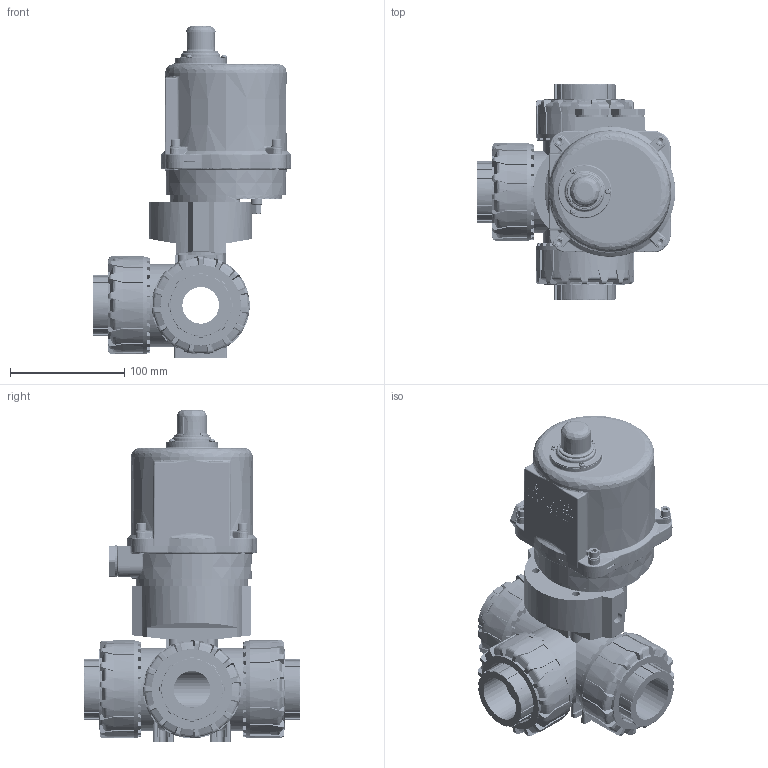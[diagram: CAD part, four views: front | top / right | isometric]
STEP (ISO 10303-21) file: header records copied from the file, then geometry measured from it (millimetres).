
FILE_DESCRIPTION (( 'STEP AP214' ), '1' );
FILE_NAME ('lkdic040e.STEP', '2018-04-16T13:09:46', ( '' ), ( '' ), 'SwSTEP 2.0', 'SolidWorks 2014', '' );
FILE_SCHEMA (( 'AUTOMOTIVE_DESIGN' ));
Length unit declared in the file: millimetre
Products named in the file (25): Fip adapter powerquick 40; lkdic040e_08; OM1 (dimension); lkdic040e_07; OMA157 (扒孕D動齒輪); lkdic040e_06; TC 10-20-5(油封); lkdic040e_04; KC 23-28-5(油封); lkdic040e_03; OMA151 (出力軸); lkdic040e_02; GOMS03 (防水塞橡膠華司)_2; lkdic040e_01; GOMS02 (¨¾¤ô¶ë ¥¤À)_2; OM1比例式貼紙; lkdic040e; M3x0.5x4L (丸頭十字螺絲)_1; OM1A92(開度指示); OM1A91(油鏡保驍); OM1A90(油鏡視窗); 固定螺絲); OM1A72(油鏡固定座); -無字); OMA150A (本體座-PS)
Assembly tree (31 placements, depth 3):
  lkdic040e
    lkdic040e_01
    lkdic040e_02
    lkdic040e_03
    lkdic040e_04
    lkdic040e_06
    lkdic040e_07
    lkdic040e_08
    Fip adapter powerquick 40
    OM1 (dimension)
      OMA150A (本體座-PS)
      -無字)
      固定螺絲)  x4
      OM1A72(油鏡固定座)
      OM1A90(油鏡視窗)
      OM1A91(油鏡保驍)
      OM1A92(開度指示)
      M3x0.5x4L (丸頭十字螺絲)_1  x3
      OM1比例式貼紙
      GOMS02 (¨¾¤ô¶ë ¥¤À)_2  x2
      GOMS03 (防水塞橡膠華司)_2  x2
      OMA151 (出力軸)
      KC 23-28-5(油封)
      TC 10-20-5(油封)
      OMA157 (扒孕D動齒輪)
Bounding box: 173.44 x 188.61 x 290.1 mm (x, y, z)
Volume: 1397260.6 mm3; surface area: 397427.6 mm2
Topology: 29 solids, 30 shells, 5615 faces, 15119 edges, 9765 vertices
Faces by surface type: plane 2562, bspline 1304, cylinder 1212, cone 411, torus 124, sphere 2
Entity records: 231379 total; most frequent: CARTESIAN_POINT 102294, ORIENTED_EDGE 28656, DIRECTION 20854, EDGE_CURVE 14330, VERTEX_POINT 9304, AXIS2_PLACEMENT_3D 6976, LINE 6902, VECTOR 6902
